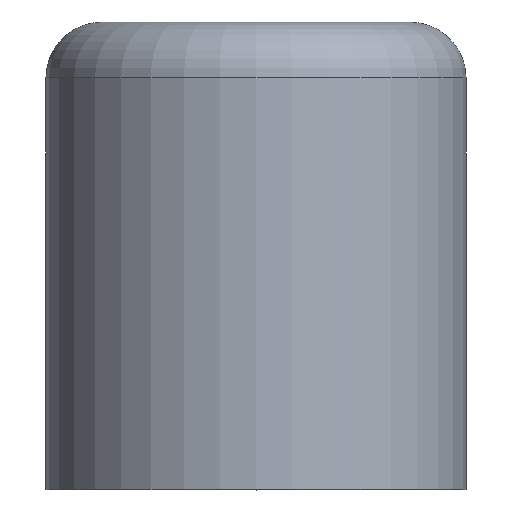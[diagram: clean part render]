
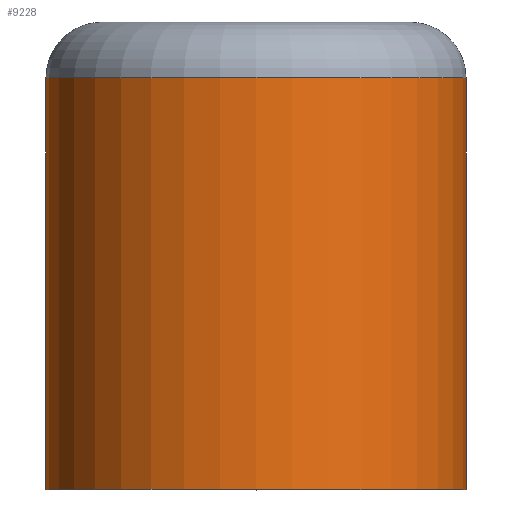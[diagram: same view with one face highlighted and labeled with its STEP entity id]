
A CAD part, top view. The second image highlights one B-rep face of the part: STEP entity #9228.
In plain terms, the highlighted cylindrical face has radius 255 mm (diameter 510 mm), a full revolution.
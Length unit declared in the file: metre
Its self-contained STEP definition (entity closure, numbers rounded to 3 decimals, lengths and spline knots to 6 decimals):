
#9100 = CARTESIAN_POINT('origin',(0.0,0.0,0.0));
#9102 = DIRECTION('Dir2',(0.0,1.0,0.0));
#9103 = DIRECTION('Dir3',(0.0,0.0,1.0));
#9112 = AXIS2_PLACEMENT_3D('Ax2P3DCyl',#9100,#9102,#9103);
#9120 = CARTESIAN_POINT('CentreTop',(0.0, 0.5, 0.0));
#9121 = AXIS2_PLACEMENT_3D('Ax2P3DTorus',#9120,#9102,#9103);
#9130 = CARTESIAN_POINT('PtAO',(0.255, 0.0, 0.0));
#9131 = VERTEX_POINT('VertPtAO',#9130);
#9134 = CARTESIAN_POINT('PtBO',(0.255 ,0.5 ,0.0));
#9135 = VERTEX_POINT('VertPtBI',#9134);
#9144 = CYLINDRICAL_SURFACE('CylO',#9112, 0.255);
#9153 = CIRCLE('Circ1O',#9112, 0.255);
#9154 = CIRCLE('Circ2O',#9121, 0.255);
#9159 = EDGE_CURVE('EdgeAACirc1O',#9131,#9131,#9153,.T.);
#9160 = EDGE_CURVE('EdgeBBCirc2O',#9135,#9135,#9154,.T.);
#9168 = ORIENTED_EDGE('AAOT',*,*,#9159,.T.);
#9171 = ORIENTED_EDGE('BBOF',*,*,#9160,.F.);
#9207 = EDGE_LOOP('ELAAOT',(#9168));
#9210 = EDGE_LOOP('ELBBOF',(#9171));
#9218 = FACE_BOUND('bottomcylO',#9207,.T.);
#9219 = FACE_BOUND('topcylO',#9210,.T.);
#9228 = ADVANCED_FACE('CylFaceO',(#9218, #9219),#9144,.T.);
